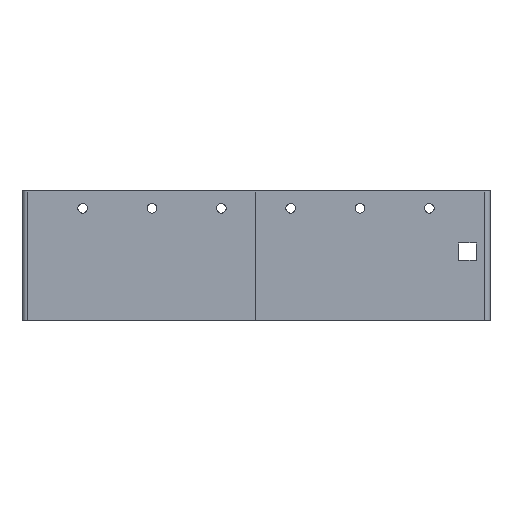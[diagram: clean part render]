
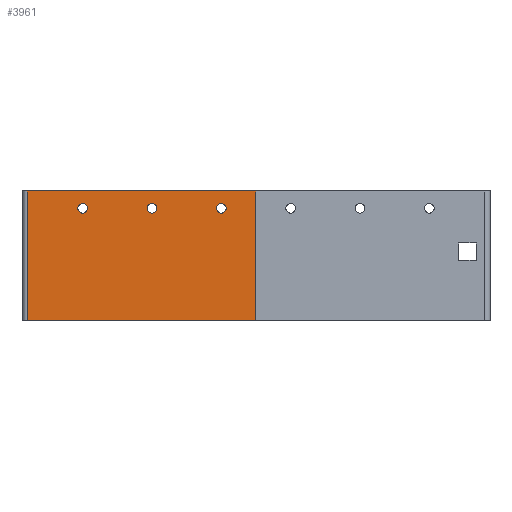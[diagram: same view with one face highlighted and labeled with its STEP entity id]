
A CAD part, left-side view. The second image highlights one B-rep face of the part: STEP entity #3961.
In plain terms, the highlighted planar face has unit normal (-1, 0, 0).
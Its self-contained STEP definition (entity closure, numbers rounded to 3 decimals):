
#61 = LINE ( 'NONE', #9211, #9182 ) ;
#64 = DIRECTION ( 'NONE',  ( 0., 0., 1. ) ) ;
#173 = CARTESIAN_POINT ( 'NONE',  ( -160., 20., 67.75 ) ) ;
#352 = ORIENTED_EDGE ( 'NONE', *, *, #8594, .F. ) ;
#364 = CARTESIAN_POINT ( 'NONE',  ( -160., 60., 65. ) ) ;
#384 = VERTEX_POINT ( 'NONE', #15249 ) ;
#525 = AXIS2_PLACEMENT_3D ( 'NONE', #3390, #9389, #7913 ) ;
#666 = ORIENTED_EDGE ( 'NONE', *, *, #17936, .F. ) ;
#1327 = DIRECTION ( 'NONE',  ( -1., 0., 0. ) ) ;
#1545 = DIRECTION ( 'NONE',  ( 0., -1., 0. ) ) ;
#1554 = AXIS2_PLACEMENT_3D ( 'NONE', #2849, #17873, #8954 ) ;
#1630 = AXIS2_PLACEMENT_3D ( 'NONE', #12147, #1327, #7333 ) ;
#1738 = LINE ( 'NONE', #13527, #14978 ) ;
#1839 = DIRECTION ( 'NONE',  ( -1., 0., 0. ) ) ;
#1944 = ORIENTED_EDGE ( 'NONE', *, *, #10830, .F. ) ;
#2272 = VERTEX_POINT ( 'NONE', #13337 ) ;
#2283 = CARTESIAN_POINT ( 'NONE',  ( -160., 100., 65. ) ) ;
#2370 = AXIS2_PLACEMENT_3D ( 'NONE', #13698, #4563, #15366 ) ;
#2849 = CARTESIAN_POINT ( 'NONE',  ( -160., 20., 65. ) ) ;
#3175 = VERTEX_POINT ( 'NONE', #8063 ) ;
#3255 = ORIENTED_EDGE ( 'NONE', *, *, #3655, .F. ) ;
#3390 = CARTESIAN_POINT ( 'NONE',  ( -160., 20., 65. ) ) ;
#3485 = EDGE_CURVE ( 'NONE', #12197, #2272, #61, .T. ) ;
#3550 = ORIENTED_EDGE ( 'NONE', *, *, #14093, .F. ) ;
#3655 = EDGE_CURVE ( 'NONE', #13325, #384, #13606, .T. ) ;
#3961 = ADVANCED_FACE ( 'NONE', ( #4761, #16948, #14094, #12532 ), #12329, .F. ) ;
#4316 = CARTESIAN_POINT ( 'NONE',  ( -160., 100., 67.75 ) ) ;
#4373 = CIRCLE ( 'NONE', #1554, 2.75 ) ;
#4456 = ORIENTED_EDGE ( 'NONE', *, *, #14715, .T. ) ;
#4563 = DIRECTION ( 'NONE',  ( -1., 0., 0. ) ) ;
#4761 = FACE_BOUND ( 'NONE', #12378, .T. ) ;
#4860 = DIRECTION ( 'NONE',  ( -1., 0., 0. ) ) ;
#5250 = VERTEX_POINT ( 'NONE', #16953 ) ;
#5462 = CARTESIAN_POINT ( 'NONE',  ( -160., 20., 62.25 ) ) ;
#6596 = CARTESIAN_POINT ( 'NONE',  ( -160., 132., 0.4 ) ) ;
#6751 = ORIENTED_EDGE ( 'NONE', *, *, #15453, .F. ) ;
#7243 = ORIENTED_EDGE ( 'NONE', *, *, #9263, .T. ) ;
#7333 = DIRECTION ( 'NONE',  ( 0., 0., -1. ) ) ;
#7654 = LINE ( 'NONE', #12265, #9186 ) ;
#7702 = CARTESIAN_POINT ( 'NONE',  ( -160., 60., 67.75 ) ) ;
#7913 = DIRECTION ( 'NONE',  ( 0., 0., -1. ) ) ;
#7914 = CARTESIAN_POINT ( 'NONE',  ( -160., -135., 75. ) ) ;
#7937 = DIRECTION ( 'NONE',  ( 0., 0., -1. ) ) ;
#8063 = CARTESIAN_POINT ( 'NONE',  ( -160., 100., 62.25 ) ) ;
#8594 = EDGE_CURVE ( 'NONE', #17061, #3175, #9003, .T. ) ;
#8606 = EDGE_CURVE ( 'NONE', #14673, #17693, #15591, .T. ) ;
#8909 = VECTOR ( 'NONE', #12592, 1000. ) ;
#8954 = DIRECTION ( 'NONE',  ( 0., 0., -1. ) ) ;
#9003 = CIRCLE ( 'NONE', #12784, 2.75 ) ;
#9182 = VECTOR ( 'NONE', #1545, 1000. ) ;
#9186 = VECTOR ( 'NONE', #16595, 1000. ) ;
#9211 = CARTESIAN_POINT ( 'NONE',  ( -160., -135., 0.4 ) ) ;
#9263 = EDGE_CURVE ( 'NONE', #2272, #17297, #1738, .T. ) ;
#9389 = DIRECTION ( 'NONE',  ( -1., 0., 0. ) ) ;
#9764 = ORIENTED_EDGE ( 'NONE', *, *, #3485, .T. ) ;
#10473 = AXIS2_PLACEMENT_3D ( 'NONE', #364, #1839, #7937 ) ;
#10830 = EDGE_CURVE ( 'NONE', #17693, #14673, #4373, .T. ) ;
#10855 = DIRECTION ( 'NONE',  ( 0., 0., -1. ) ) ;
#11087 = AXIS2_PLACEMENT_3D ( 'NONE', #7914, #13895, #17148 ) ;
#12147 = CARTESIAN_POINT ( 'NONE',  ( -160., 100., 65. ) ) ;
#12197 = VERTEX_POINT ( 'NONE', #6596 ) ;
#12265 = CARTESIAN_POINT ( 'NONE',  ( -160., 132., 75. ) ) ;
#12329 = PLANE ( 'NONE',  #11087 ) ;
#12378 = EDGE_LOOP ( 'NONE', ( #1944, #15553 ) ) ;
#12532 = FACE_OUTER_BOUND ( 'NONE', #15487, .T. ) ;
#12592 = DIRECTION ( 'NONE',  ( 0., -1., 0. ) ) ;
#12784 = AXIS2_PLACEMENT_3D ( 'NONE', #2283, #4860, #10855 ) ;
#12816 = EDGE_LOOP ( 'NONE', ( #3550, #352 ) ) ;
#12952 = CARTESIAN_POINT ( 'NONE',  ( -160., 0., 75. ) ) ;
#13325 = VERTEX_POINT ( 'NONE', #7702 ) ;
#13337 = CARTESIAN_POINT ( 'NONE',  ( -160., 0., 0.4 ) ) ;
#13527 = CARTESIAN_POINT ( 'NONE',  ( -160., 0., 75. ) ) ;
#13606 = CIRCLE ( 'NONE', #10473, 2.75 ) ;
#13698 = CARTESIAN_POINT ( 'NONE',  ( -160., 60., 65. ) ) ;
#13895 = DIRECTION ( 'NONE',  ( 1., 0., 0. ) ) ;
#14093 = EDGE_CURVE ( 'NONE', #3175, #17061, #17331, .T. ) ;
#14094 = FACE_BOUND ( 'NONE', #12816, .T. ) ;
#14594 = CIRCLE ( 'NONE', #2370, 2.75 ) ;
#14673 = VERTEX_POINT ( 'NONE', #173 ) ;
#14715 = EDGE_CURVE ( 'NONE', #5250, #12197, #7654, .T. ) ;
#14978 = VECTOR ( 'NONE', #64, 1000. ) ;
#15136 = CARTESIAN_POINT ( 'NONE',  ( -160., -135., 75. ) ) ;
#15249 = CARTESIAN_POINT ( 'NONE',  ( -160., 60., 62.25 ) ) ;
#15366 = DIRECTION ( 'NONE',  ( 0., 0., -1. ) ) ;
#15453 = EDGE_CURVE ( 'NONE', #5250, #17297, #16915, .T. ) ;
#15487 = EDGE_LOOP ( 'NONE', ( #4456, #9764, #7243, #6751 ) ) ;
#15553 = ORIENTED_EDGE ( 'NONE', *, *, #8606, .F. ) ;
#15591 = CIRCLE ( 'NONE', #525, 2.75 ) ;
#16340 = EDGE_LOOP ( 'NONE', ( #666, #3255 ) ) ;
#16595 = DIRECTION ( 'NONE',  ( 0., 0., -1. ) ) ;
#16915 = LINE ( 'NONE', #15136, #8909 ) ;
#16948 = FACE_BOUND ( 'NONE', #16340, .T. ) ;
#16953 = CARTESIAN_POINT ( 'NONE',  ( -160., 132., 75. ) ) ;
#17061 = VERTEX_POINT ( 'NONE', #4316 ) ;
#17148 = DIRECTION ( 'NONE',  ( 0., 0., -1. ) ) ;
#17297 = VERTEX_POINT ( 'NONE', #12952 ) ;
#17331 = CIRCLE ( 'NONE', #1630, 2.75 ) ;
#17693 = VERTEX_POINT ( 'NONE', #5462 ) ;
#17873 = DIRECTION ( 'NONE',  ( -1., 0., 0. ) ) ;
#17936 = EDGE_CURVE ( 'NONE', #384, #13325, #14594, .T. ) ;
